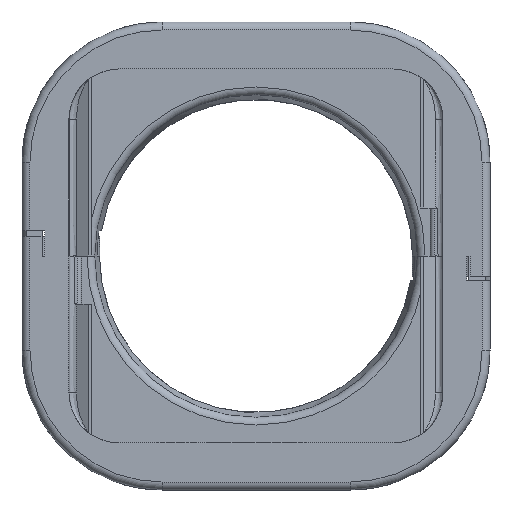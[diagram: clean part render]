
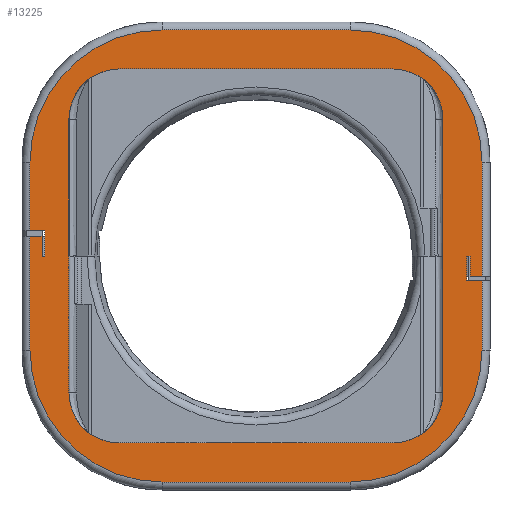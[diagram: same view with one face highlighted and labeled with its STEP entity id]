
A CAD part, front view. The second image highlights one B-rep face of the part: STEP entity #13225.
In plain terms, the highlighted planar face has unit normal (0, -1, 0).
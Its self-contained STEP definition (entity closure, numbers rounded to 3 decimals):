
#342=DIRECTION('',(0.,0.,-1.));
#343=VECTOR('',#342,1.25);
#344=CARTESIAN_POINT('',(-10.55,0.,12.95));
#345=LINE('',#344,#343);
#346=DIRECTION('',(1.,0.,0.));
#347=VECTOR('',#346,0.75);
#348=CARTESIAN_POINT('',(-11.3,0.,12.95));
#349=LINE('',#348,#347);
#350=DIRECTION('',(0.,0.,1.));
#351=VECTOR('',#350,3.45);
#352=CARTESIAN_POINT('',(-11.3,0.,12.95));
#353=LINE('',#352,#351);
#354=CARTESIAN_POINT('',(-4.7,0.,16.4));
#355=DIRECTION('',(0.,1.,0.));
#356=DIRECTION('',(-1.,0.,0.));
#357=AXIS2_PLACEMENT_3D('',#354,#355,#356);
#359=DIRECTION('',(1.,0.,0.));
#360=VECTOR('',#359,9.4);
#361=CARTESIAN_POINT('',(-4.7,0.,23.));
#362=LINE('',#361,#360);
#363=CARTESIAN_POINT('',(4.7,0.,16.4));
#364=DIRECTION('',(0.,1.,0.));
#365=DIRECTION('',(0.,0.,1.));
#366=AXIS2_PLACEMENT_3D('',#363,#364,#365);
#368=DIRECTION('',(0.,0.,-1.));
#369=VECTOR('',#368,5.7);
#370=CARTESIAN_POINT('',(11.3,0.,16.4));
#371=LINE('',#370,#369);
#372=DIRECTION('',(0.,0.,1.));
#373=VECTOR('',#372,1.25);
#374=CARTESIAN_POINT('',(10.55,0.,10.45));
#375=LINE('',#374,#373);
#376=DIRECTION('',(-1.,0.,0.));
#377=VECTOR('',#376,0.75);
#378=CARTESIAN_POINT('',(11.3,0.,10.45));
#379=LINE('',#378,#377);
#380=DIRECTION('',(0.,0.,-1.));
#381=VECTOR('',#380,3.45);
#382=CARTESIAN_POINT('',(11.3,0.,10.45));
#383=LINE('',#382,#381);
#384=CARTESIAN_POINT('',(4.7,0.,7.));
#385=DIRECTION('',(0.,1.,0.));
#386=DIRECTION('',(1.,0.,0.));
#387=AXIS2_PLACEMENT_3D('',#384,#385,#386);
#389=DIRECTION('',(-1.,0.,0.));
#390=VECTOR('',#389,9.4);
#391=CARTESIAN_POINT('',(4.7,0.,0.4));
#392=LINE('',#391,#390);
#393=CARTESIAN_POINT('',(-4.7,0.,7.));
#394=DIRECTION('',(0.,1.,0.));
#395=DIRECTION('',(0.,0.,-1.));
#396=AXIS2_PLACEMENT_3D('',#393,#394,#395);
#398=DIRECTION('',(0.,0.,1.));
#399=VECTOR('',#398,5.7);
#400=CARTESIAN_POINT('',(-11.3,0.,7.));
#401=LINE('',#400,#399);
#402=DIRECTION('',(-1.,0.,0.));
#403=VECTOR('',#402,13.7);
#404=CARTESIAN_POINT('',(6.85,0.,21.05));
#405=LINE('',#404,#403);
#406=DIRECTION('',(1.,0.,0.));
#407=VECTOR('',#406,13.7);
#408=CARTESIAN_POINT('',(-6.85,0.,2.35));
#409=LINE('',#408,#407);
#414=DIRECTION('',(1.,0.,0.));
#415=VECTOR('',#414,0.15);
#416=CARTESIAN_POINT('',(-10.7,0.,11.7));
#417=LINE('',#416,#415);
#895=DIRECTION('',(0.,0.,1.));
#896=VECTOR('',#895,13.7);
#897=CARTESIAN_POINT('',(-9.35,0.,4.85));
#898=LINE('',#897,#896);
#952=CARTESIAN_POINT('',(-6.85,0.,18.55));
#953=DIRECTION('',(0.,1.,0.));
#954=DIRECTION('',(-1.,0.,0.));
#955=AXIS2_PLACEMENT_3D('',#952,#953,#954);
#1408=DIRECTION('',(-1.,0.,0.));
#1409=VECTOR('',#1408,0.6);
#1410=CARTESIAN_POINT('',(11.3,0.,10.7));
#1411=LINE('',#1410,#1409);
#5486=DIRECTION('',(-1.,0.,0.));
#5487=VECTOR('',#5486,0.15);
#5488=CARTESIAN_POINT('',(10.7,0.,11.7));
#5489=LINE('',#5488,#5487);
#6094=DIRECTION('',(0.,0.,1.));
#6095=VECTOR('',#6094,1.);
#6096=CARTESIAN_POINT('',(-10.7,0.,11.7));
#6097=LINE('',#6096,#6095);
#6120=DIRECTION('',(1.,0.,0.));
#6121=VECTOR('',#6120,0.6);
#6122=CARTESIAN_POINT('',(-11.3,0.,12.7));
#6123=LINE('',#6122,#6121);
#6334=CARTESIAN_POINT('',(6.85,0.,4.85));
#6335=DIRECTION('',(0.,1.,0.));
#6336=DIRECTION('',(1.,0.,0.));
#6337=AXIS2_PLACEMENT_3D('',#6334,#6335,#6336);
#6437=CARTESIAN_POINT('',(6.85,0.,18.55));
#6438=DIRECTION('',(0.,1.,0.));
#6439=DIRECTION('',(0.,0.,1.));
#6440=AXIS2_PLACEMENT_3D('',#6437,#6438,#6439);
#6487=DIRECTION('',(0.,0.,-1.));
#6488=VECTOR('',#6487,13.7);
#6489=CARTESIAN_POINT('',(9.35,0.,18.55));
#6490=LINE('',#6489,#6488);
#6819=CARTESIAN_POINT('',(-6.85,0.,4.85));
#6820=DIRECTION('',(0.,1.,0.));
#6821=DIRECTION('',(0.,0.,-1.));
#6822=AXIS2_PLACEMENT_3D('',#6819,#6820,#6821);
#10523=DIRECTION('',(0.,0.,-1.));
#10524=VECTOR('',#10523,1.);
#10525=CARTESIAN_POINT('',(10.7,0.,11.7));
#10526=LINE('',#10525,#10524);
#10763=CARTESIAN_POINT('',(-10.7,0.,12.7));
#10765=VERTEX_POINT('',#10763);
#10781=CARTESIAN_POINT('',(-10.7,0.,11.7));
#10783=VERTEX_POINT('',#10781);
#11489=CARTESIAN_POINT('',(-6.85,0.,2.35));
#11490=CARTESIAN_POINT('',(6.85,0.,2.35));
#11491=VERTEX_POINT('',#11489);
#11492=VERTEX_POINT('',#11490);
#11497=CARTESIAN_POINT('',(-9.35,0.,4.85));
#11498=VERTEX_POINT('',#11497);
#11499=CARTESIAN_POINT('',(9.35,0.,4.85));
#11500=VERTEX_POINT('',#11499);
#11589=CARTESIAN_POINT('',(10.55,0.,10.45));
#11591=VERTEX_POINT('',#11589);
#11681=CARTESIAN_POINT('',(-11.3,0.,12.7));
#11683=VERTEX_POINT('',#11681);
#11684=CARTESIAN_POINT('',(-11.3,0.,7.));
#11685=VERTEX_POINT('',#11684);
#11690=CARTESIAN_POINT('',(-4.7,0.,0.4));
#11691=VERTEX_POINT('',#11690);
#11694=CARTESIAN_POINT('',(4.7,0.,0.4));
#11695=VERTEX_POINT('',#11694);
#11698=CARTESIAN_POINT('',(11.3,0.,7.));
#11699=VERTEX_POINT('',#11698);
#11700=CARTESIAN_POINT('',(11.3,0.,10.45));
#11702=VERTEX_POINT('',#11700);
#11832=CARTESIAN_POINT('',(10.7,0.,10.7));
#11834=VERTEX_POINT('',#11832);
#11850=CARTESIAN_POINT('',(10.7,0.,11.7));
#11852=VERTEX_POINT('',#11850);
#12558=CARTESIAN_POINT('',(6.85,0.,21.05));
#12559=CARTESIAN_POINT('',(-6.85,0.,21.05));
#12560=VERTEX_POINT('',#12558);
#12561=VERTEX_POINT('',#12559);
#12566=CARTESIAN_POINT('',(9.35,0.,18.55));
#12567=VERTEX_POINT('',#12566);
#12568=CARTESIAN_POINT('',(-9.35,0.,18.55));
#12569=VERTEX_POINT('',#12568);
#12658=CARTESIAN_POINT('',(-10.55,0.,12.95));
#12660=VERTEX_POINT('',#12658);
#12750=CARTESIAN_POINT('',(11.3,0.,10.7));
#12752=VERTEX_POINT('',#12750);
#12753=CARTESIAN_POINT('',(11.3,0.,16.4));
#12754=VERTEX_POINT('',#12753);
#12759=CARTESIAN_POINT('',(4.7,0.,23.));
#12760=VERTEX_POINT('',#12759);
#12763=CARTESIAN_POINT('',(-4.7,0.,23.));
#12764=VERTEX_POINT('',#12763);
#12767=CARTESIAN_POINT('',(-11.3,0.,16.4));
#12768=VERTEX_POINT('',#12767);
#12769=CARTESIAN_POINT('',(-11.3,0.,12.95));
#12771=VERTEX_POINT('',#12769);
#12897=CARTESIAN_POINT('',(-10.55,0.,11.7));
#12899=VERTEX_POINT('',#12897);
#12948=CARTESIAN_POINT('',(10.55,0.,11.7));
#12950=VERTEX_POINT('',#12948);
#13163=CARTESIAN_POINT('',(-11.7,0.,0.));
#13164=DIRECTION('',(0.,-1.,0.));
#13165=DIRECTION('',(1.,0.,0.));
#13166=AXIS2_PLACEMENT_3D('',#13163,#13164,#13165);
#13167=PLANE('',#13166);
#13169=ORIENTED_EDGE('',*,*,#13168,.T.);
#13171=ORIENTED_EDGE('',*,*,#13170,.F.);
#13173=ORIENTED_EDGE('',*,*,#13172,.F.);
#13175=ORIENTED_EDGE('',*,*,#13174,.T.);
#13177=ORIENTED_EDGE('',*,*,#13176,.T.);
#13179=ORIENTED_EDGE('',*,*,#13178,.T.);
#13181=ORIENTED_EDGE('',*,*,#13180,.T.);
#13183=ORIENTED_EDGE('',*,*,#13182,.T.);
#13185=ORIENTED_EDGE('',*,*,#13184,.T.);
#13187=ORIENTED_EDGE('',*,*,#13186,.F.);
#13189=ORIENTED_EDGE('',*,*,#13188,.T.);
#13191=ORIENTED_EDGE('',*,*,#13190,.F.);
#13193=ORIENTED_EDGE('',*,*,#13192,.F.);
#13195=ORIENTED_EDGE('',*,*,#13194,.T.);
#13196=ORIENTED_EDGE('',*,*,#13156,.T.);
#13197=ORIENTED_EDGE('',*,*,#13005,.T.);
#13198=ORIENTED_EDGE('',*,*,#13021,.T.);
#13200=ORIENTED_EDGE('',*,*,#13199,.T.);
#13202=ORIENTED_EDGE('',*,*,#13201,.T.);
#13204=ORIENTED_EDGE('',*,*,#13203,.F.);
#13205=EDGE_LOOP('',(#13169,#13171,#13173,#13175,#13177,#13179,#13181,#13183,
#13185,#13187,#13189,#13191,#13193,#13195,#13196,#13197,#13198,#13200,#13202,
#13204));
#13206=FACE_OUTER_BOUND('',#13205,.F.);
#13208=ORIENTED_EDGE('',*,*,#13207,.F.);
#13210=ORIENTED_EDGE('',*,*,#13209,.F.);
#13212=ORIENTED_EDGE('',*,*,#13211,.T.);
#13214=ORIENTED_EDGE('',*,*,#13213,.F.);
#13216=ORIENTED_EDGE('',*,*,#13215,.F.);
#13218=ORIENTED_EDGE('',*,*,#13217,.F.);
#13220=ORIENTED_EDGE('',*,*,#13219,.T.);
#13222=ORIENTED_EDGE('',*,*,#13221,.F.);
#13223=EDGE_LOOP('',(#13208,#13210,#13212,#13214,#13216,#13218,#13220,#13222));
#13224=FACE_BOUND('',#13223,.F.);
#13225=ADVANCED_FACE('',(#13206,#13224),#13167,.T.);
#358=CIRCLE('',#357,6.6);
#367=CIRCLE('',#366,6.6);
#388=CIRCLE('',#387,6.6);
#397=CIRCLE('',#396,6.6);
#956=CIRCLE('',#955,2.5);
#6338=CIRCLE('',#6337,2.5);
#6441=CIRCLE('',#6440,2.5);
#6823=CIRCLE('',#6822,2.5);
#13005=EDGE_CURVE('',#11695,#11691,#392,.T.);
#13021=EDGE_CURVE('',#11691,#11685,#397,.T.);
#13156=EDGE_CURVE('',#11699,#11695,#388,.T.);
#13168=EDGE_CURVE('',#10783,#12899,#417,.T.);
#13170=EDGE_CURVE('',#12660,#12899,#345,.T.);
#13172=EDGE_CURVE('',#12771,#12660,#349,.T.);
#13174=EDGE_CURVE('',#12771,#12768,#353,.T.);
#13176=EDGE_CURVE('',#12768,#12764,#358,.T.);
#13178=EDGE_CURVE('',#12764,#12760,#362,.T.);
#13180=EDGE_CURVE('',#12760,#12754,#367,.T.);
#13182=EDGE_CURVE('',#12754,#12752,#371,.T.);
#13184=EDGE_CURVE('',#12752,#11834,#1411,.T.);
#13186=EDGE_CURVE('',#11852,#11834,#10526,.T.);
#13188=EDGE_CURVE('',#11852,#12950,#5489,.T.);
#13190=EDGE_CURVE('',#11591,#12950,#375,.T.);
#13192=EDGE_CURVE('',#11702,#11591,#379,.T.);
#13194=EDGE_CURVE('',#11702,#11699,#383,.T.);
#13199=EDGE_CURVE('',#11685,#11683,#401,.T.);
#13201=EDGE_CURVE('',#11683,#10765,#6123,.T.);
#13203=EDGE_CURVE('',#10783,#10765,#6097,.T.);
#13207=EDGE_CURVE('',#12567,#11500,#6490,.T.);
#13209=EDGE_CURVE('',#12560,#12567,#6441,.T.);
#13211=EDGE_CURVE('',#12560,#12561,#405,.T.);
#13213=EDGE_CURVE('',#12569,#12561,#956,.T.);
#13215=EDGE_CURVE('',#11498,#12569,#898,.T.);
#13217=EDGE_CURVE('',#11491,#11498,#6823,.T.);
#13219=EDGE_CURVE('',#11491,#11492,#409,.T.);
#13221=EDGE_CURVE('',#11500,#11492,#6338,.T.);
